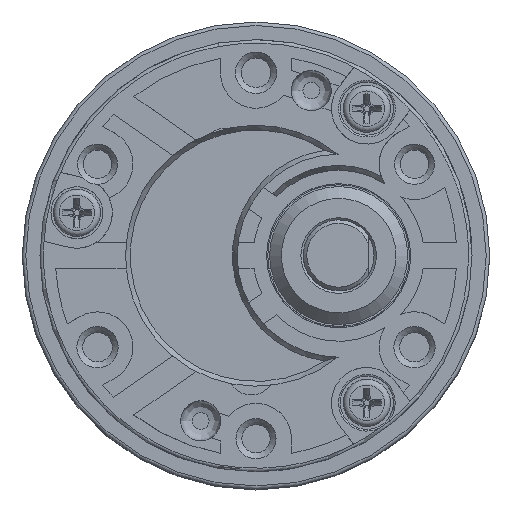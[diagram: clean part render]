
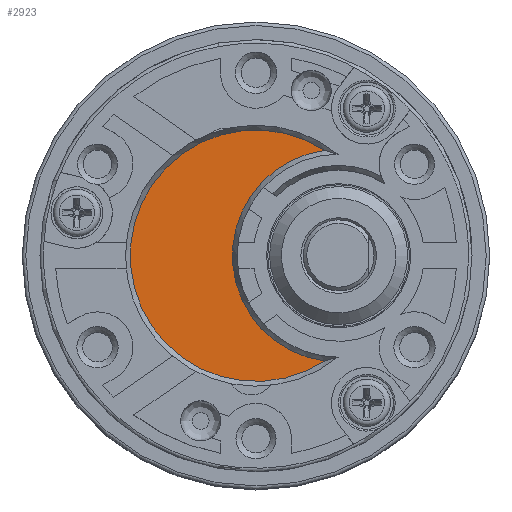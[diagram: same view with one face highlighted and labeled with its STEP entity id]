
A CAD part, top view. The second image highlights one B-rep face of the part: STEP entity #2923.
In plain terms, the highlighted planar face has unit normal (0, 0, 1).
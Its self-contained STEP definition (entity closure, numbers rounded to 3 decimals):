
#433=FACE_OUTER_BOUND('',#4278,.T.);
#875=PLANE('',#11484);
#2923=ADVANCED_FACE('',(#433),#875,.T.);
#4278=EDGE_LOOP('',(#6574,#6575));
#6574=ORIENTED_EDGE('',*,*,#9639,.F.);
#6575=ORIENTED_EDGE('',*,*,#9640,.T.);
#8302=VERTEX_POINT('',#17740);
#8303=VERTEX_POINT('',#17741);
#9639=EDGE_CURVE('',#8302,#8303,#10515,.T.);
#9640=EDGE_CURVE('',#8302,#8303,#10516,.T.);
#10515=CIRCLE('',#11482,9.);
#10516=CIRCLE('',#11483,10.65);
#11482=AXIS2_PLACEMENT_3D('',#17739,#14122,#14123);
#11483=AXIS2_PLACEMENT_3D('',#17742,#14124,#14125);
#11484=AXIS2_PLACEMENT_3D('',#17743,#14126,#14127);
#14122=DIRECTION('',(0.,0.,1.));
#14123=DIRECTION('',(1.,0.,0.));
#14124=DIRECTION('',(0.,0.,1.));
#14125=DIRECTION('',(1.,0.,0.));
#14126=DIRECTION('',(0.,0.,1.));
#14127=DIRECTION('',(1.,0.,0.));
#17739=CARTESIAN_POINT('',(7.117,-0.12,23.2));
#17740=CARTESIAN_POINT('',(5.933,8.802,23.2));
#17741=CARTESIAN_POINT('',(5.933,-9.041,23.2));
#17742=CARTESIAN_POINT('',(0.117,-0.12,23.2));
#17743=CARTESIAN_POINT('',(3.617,-0.12,23.2));
